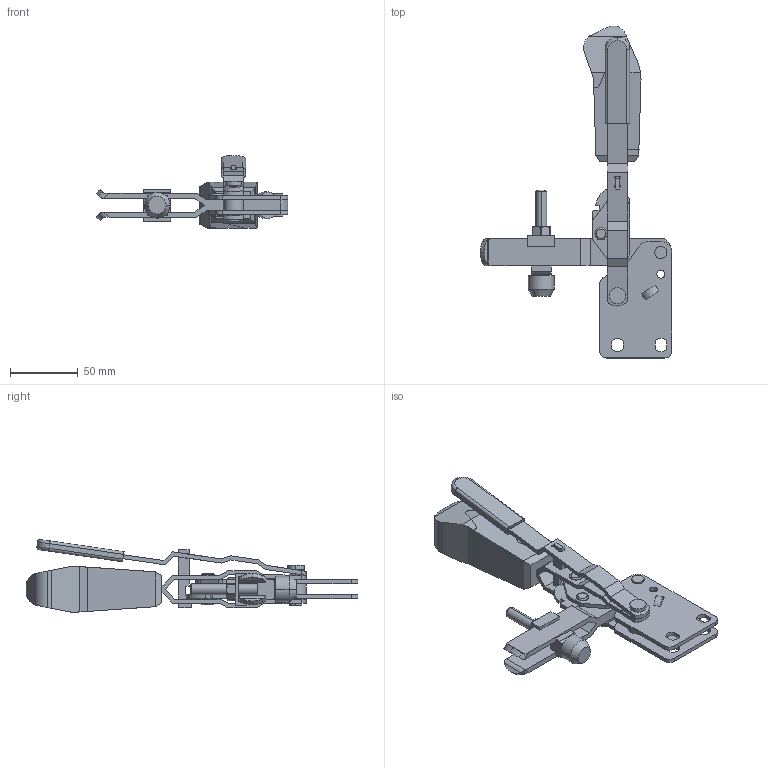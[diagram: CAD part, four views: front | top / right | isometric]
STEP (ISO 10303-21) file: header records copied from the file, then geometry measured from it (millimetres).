
FILE_DESCRIPTION(('STEP AP214'),'1');
FILE_NAME('HALDERN_EH_23330_0615.stp','2020-02-17T07:50:28',('TraceParts'),('TraceParts S.A.'),'Spatial InterOp 3D',' ',' ');
FILE_SCHEMA(('AUTOMOTIVE_DESIGN { 1 0 10303 214 1 1 1 1 }'));
Length unit declared in the file: millimetre
Products named in the file (1): HALDERN_EH_23330_0615_1
Bounding box: 140.86 x 244.2 x 53.61 mm (x, y, z)
Volume: 185589.9 mm3; surface area: 73401 mm2
Topology: 9 solids, 10 shells, 465 faces, 1228 edges, 802 vertices
Faces by surface type: plane 246, cylinder 183, cone 20, torus 16
Entity records: 18617 total; most frequent: CARTESIAN_POINT 3024, DIRECTION 2460, ORIENTED_EDGE 2456, EDGE_CURVE 1228, AXIS2_PLACEMENT_3D 838, VERTEX_POINT 802, LINE 784, VECTOR 784
